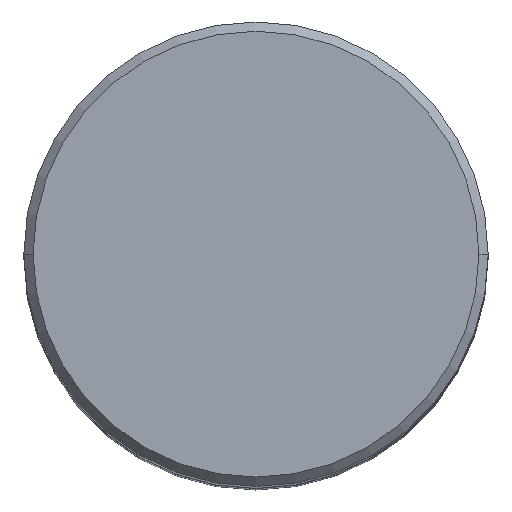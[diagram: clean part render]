
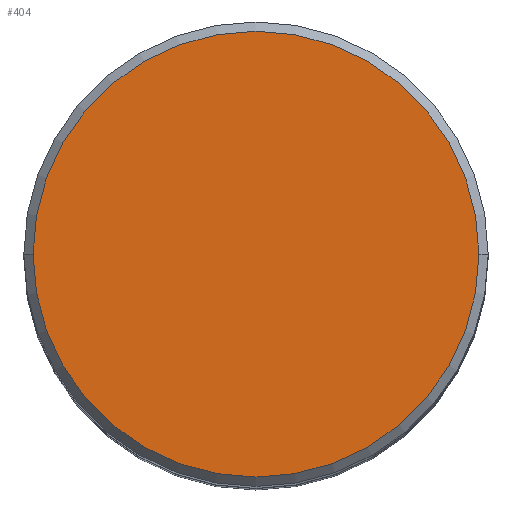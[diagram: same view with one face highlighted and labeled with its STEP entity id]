
A CAD part, top view. The second image highlights one B-rep face of the part: STEP entity #404.
In plain terms, the highlighted planar face has unit normal (0, 0, 1).
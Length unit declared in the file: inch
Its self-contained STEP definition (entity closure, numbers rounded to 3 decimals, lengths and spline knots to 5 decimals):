
#11 = VERTEX_POINT ( 'NONE', #439 ) ;
#32 = CARTESIAN_POINT ( 'NONE',  ( 0.48, 0., 0. ) ) ;
#49 = DIRECTION ( 'NONE',  ( -1., 0., 0. ) ) ;
#56 = CARTESIAN_POINT ( 'NONE',  ( 0., 0.48, 0. ) ) ;
#95 = VERTEX_POINT ( 'NONE', #32 ) ;
#96 = FACE_OUTER_BOUND ( 'NONE', #437, .T. ) ;
#131 = CIRCLE ( 'NONE', #522, 0.48 ) ;
#139 = CARTESIAN_POINT ( 'NONE',  ( 0., 0., 0. ) ) ;
#156 = CIRCLE ( 'NONE', #285, 0.48 ) ;
#218 = ORIENTED_EDGE ( 'NONE', *, *, #471, .T. ) ;
#219 = PLANE ( 'NONE',  #440 ) ;
#235 = DIRECTION ( 'NONE',  ( 0., 0., 1. ) ) ;
#260 = DIRECTION ( 'NONE',  ( 0., 0., -1. ) ) ;
#285 = AXIS2_PLACEMENT_3D ( 'NONE', #139, #494, #405 ) ;
#359 = ORIENTED_EDGE ( 'NONE', *, *, #422, .T. ) ;
#394 = CARTESIAN_POINT ( 'NONE',  ( 0., 0., 0. ) ) ;
#404 = ADVANCED_FACE ( 'NONE', ( #96 ), #219, .F. ) ;
#405 = DIRECTION ( 'NONE',  ( 1., 0., 0. ) ) ;
#422 = EDGE_CURVE ( 'NONE', #11, #95, #131, .T. ) ;
#437 = EDGE_LOOP ( 'NONE', ( #359, #218 ) ) ;
#439 = CARTESIAN_POINT ( 'NONE',  ( -0.48, 0., 0. ) ) ;
#440 = AXIS2_PLACEMENT_3D ( 'NONE', #56, #260, #49 ) ;
#471 = EDGE_CURVE ( 'NONE', #95, #11, #156, .T. ) ;
#494 = DIRECTION ( 'NONE',  ( 0., 0., 1. ) ) ;
#522 = AXIS2_PLACEMENT_3D ( 'NONE', #394, #235, #536 ) ;
#536 = DIRECTION ( 'NONE',  ( 1., 0., 0. ) ) ;
